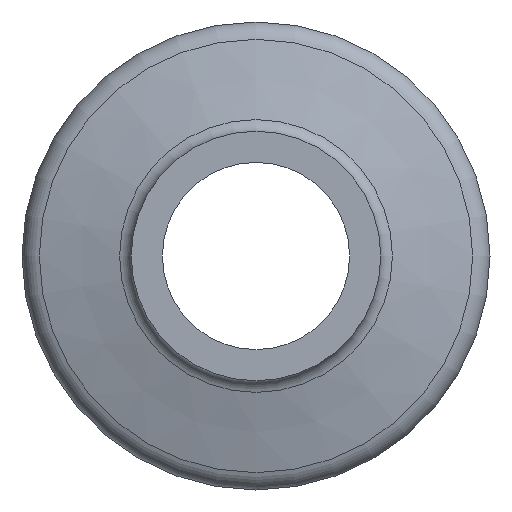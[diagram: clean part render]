
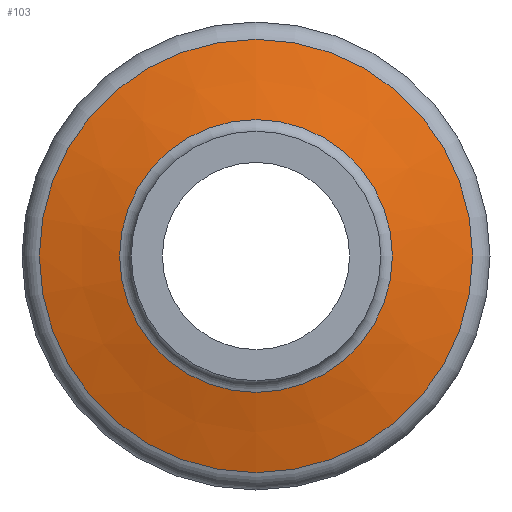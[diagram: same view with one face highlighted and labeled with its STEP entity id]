
A CAD part, left-side view. The second image highlights one B-rep face of the part: STEP entity #103.
In plain terms, the highlighted conical face has half-angle 75 degrees and reference radius 13.888 mm.
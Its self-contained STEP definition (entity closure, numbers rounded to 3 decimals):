
#20=CONICAL_SURFACE('',#128,13.888,1.309);
#32=ORIENTED_EDGE('',*,*,#46,.F.);
#33=ORIENTED_EDGE('',*,*,#45,.T.);
#45=EDGE_CURVE('',#53,#53,#61,.T.);
#46=EDGE_CURVE('',#54,#54,#62,.T.);
#53=VERTEX_POINT('',#182);
#54=VERTEX_POINT('',#185);
#61=CIRCLE('',#127,13.888);
#62=CIRCLE('',#129,8.741);
#72=EDGE_LOOP('',(#32));
#73=EDGE_LOOP('',(#33));
#88=FACE_BOUND('',#72,.T.);
#89=FACE_BOUND('',#73,.T.);
#103=ADVANCED_FACE('',(#88,#89),#20,.T.);
#127=AXIS2_PLACEMENT_3D('',#181,#151,#152);
#128=AXIS2_PLACEMENT_3D('',#183,#153,#154);
#129=AXIS2_PLACEMENT_3D('',#184,#155,#156);
#151=DIRECTION('',(-1.,0.,0.));
#152=DIRECTION('',(0.,0.,1.));
#153=DIRECTION('',(1.,0.,0.));
#154=DIRECTION('',(0.,0.,-1.));
#155=DIRECTION('',(-1.,0.,0.));
#156=DIRECTION('',(0.,0.,1.));
#181=CARTESIAN_POINT('',(55.702,0.,0.));
#182=CARTESIAN_POINT('',(55.702,0.,13.888));
#183=CARTESIAN_POINT('',(55.702,0.,0.));
#184=CARTESIAN_POINT('',(54.323,0.,0.));
#185=CARTESIAN_POINT('',(54.323,0.,8.741));
